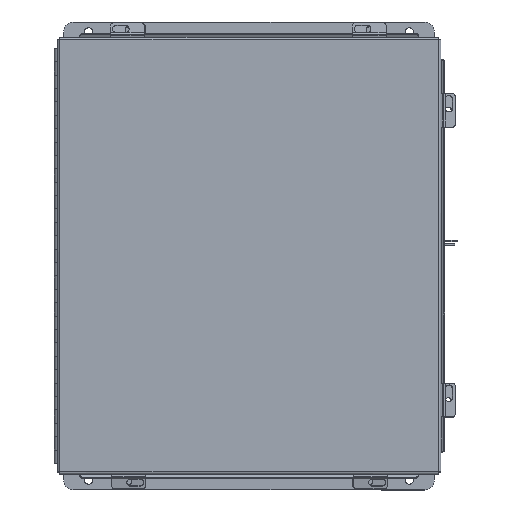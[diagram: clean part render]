
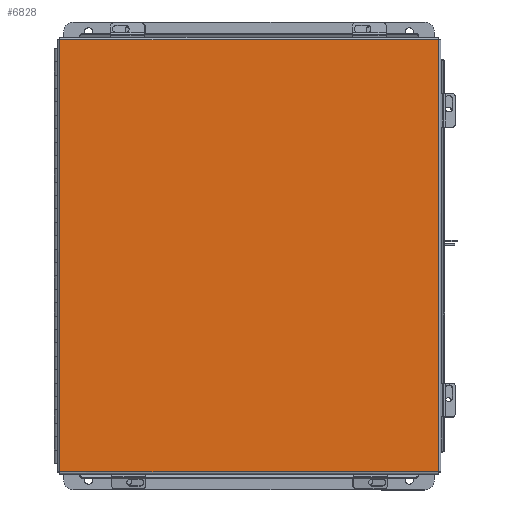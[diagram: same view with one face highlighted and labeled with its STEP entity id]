
A CAD part, top view. The second image highlights one B-rep face of the part: STEP entity #6828.
In plain terms, the highlighted face is planar.
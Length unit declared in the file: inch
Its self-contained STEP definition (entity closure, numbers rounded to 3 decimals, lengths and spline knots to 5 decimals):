
#841 = VECTOR ( 'NONE', #5704, 39.37008 ) ;
#1943 = ORIENTED_EDGE ( 'NONE', *, *, #13554, .T. ) ;
#2696 = ORIENTED_EDGE ( 'NONE', *, *, #11593, .T. ) ;
#2962 = CARTESIAN_POINT ( 'NONE',  ( 7.06855, -8.06855, -0.0747 ) ) ;
#3691 = LINE ( 'NONE', #8780, #19240 ) ;
#3946 = CARTESIAN_POINT ( 'NONE',  ( 7.06855, 8.06855, -0.0747 ) ) ;
#4085 = ORIENTED_EDGE ( 'NONE', *, *, #5990, .T. ) ;
#5335 = CARTESIAN_POINT ( 'NONE',  ( 0., 0., -0.0747 ) ) ;
#5704 = DIRECTION ( 'NONE',  ( 0., 1., 0. ) ) ;
#5990 = EDGE_CURVE ( 'NONE', #10613, #7479, #17321, .T. ) ;
#6534 = CARTESIAN_POINT ( 'NONE',  ( -7.06855, -8.07448, -0.0747 ) ) ;
#6828 = ADVANCED_FACE ( 'NONE', ( #7258 ), #15970, .T. ) ;
#7138 = AXIS2_PLACEMENT_3D ( 'NONE', #5335, #9746, #19796 ) ;
#7204 = DIRECTION ( 'NONE',  ( 1., 0., 0. ) ) ;
#7225 = CARTESIAN_POINT ( 'NONE',  ( 7.06855, 8.07448, -0.0747 ) ) ;
#7258 = FACE_OUTER_BOUND ( 'NONE', #9073, .T. ) ;
#7479 = VERTEX_POINT ( 'NONE', #12388 ) ;
#8081 = CARTESIAN_POINT ( 'NONE',  ( -7.06855, -8.06855, -0.0747 ) ) ;
#8780 = CARTESIAN_POINT ( 'NONE',  ( 7.07448, -8.06855, -0.0747 ) ) ;
#8795 = DIRECTION ( 'NONE',  ( 0., -1., 0. ) ) ;
#9073 = EDGE_LOOP ( 'NONE', ( #2696, #15044, #1943, #4085 ) ) ;
#9746 = DIRECTION ( 'NONE',  ( 0., 0., -1. ) ) ;
#10613 = VERTEX_POINT ( 'NONE', #8081 ) ;
#10637 = LINE ( 'NONE', #7225, #18465 ) ;
#11498 = VECTOR ( 'NONE', #7204, 39.37008 ) ;
#11593 = EDGE_CURVE ( 'NONE', #7479, #12131, #15666, .T. ) ;
#11759 = VERTEX_POINT ( 'NONE', #2962 ) ;
#12131 = VERTEX_POINT ( 'NONE', #3946 ) ;
#12388 = CARTESIAN_POINT ( 'NONE',  ( -7.06855, 8.06855, -0.0747 ) ) ;
#13554 = EDGE_CURVE ( 'NONE', #11759, #10613, #3691, .T. ) ;
#15021 = CARTESIAN_POINT ( 'NONE',  ( -7.07448, 8.06855, -0.0747 ) ) ;
#15044 = ORIENTED_EDGE ( 'NONE', *, *, #16411, .T. ) ;
#15666 = LINE ( 'NONE', #15021, #11498 ) ;
#15970 = PLANE ( 'NONE',  #7138 ) ;
#16411 = EDGE_CURVE ( 'NONE', #12131, #11759, #10637, .T. ) ;
#17321 = LINE ( 'NONE', #6534, #841 ) ;
#18208 = DIRECTION ( 'NONE',  ( -1., 0., 0. ) ) ;
#18465 = VECTOR ( 'NONE', #8795, 39.37008 ) ;
#19240 = VECTOR ( 'NONE', #18208, 39.37008 ) ;
#19796 = DIRECTION ( 'NONE',  ( -1., 0., 0. ) ) ;
